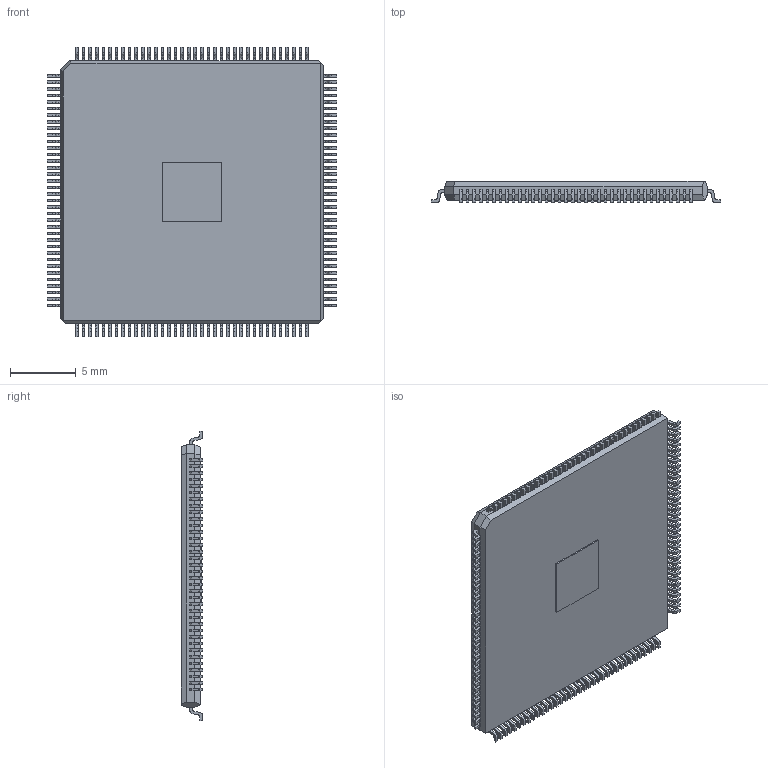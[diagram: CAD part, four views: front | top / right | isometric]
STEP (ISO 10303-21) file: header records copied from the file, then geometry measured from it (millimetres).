
FILE_DESCRIPTION (( 'STEP AP214' ), '1' );
FILE_NAME ('EP4CE6E22C8.STEP', '2019-02-21T10:12:36', ( '' ), ( '' ), 'SwSTEP 2.0', 'SolidWorks 2016', '' );
FILE_SCHEMA (( 'AUTOMOTIVE_DESIGN' ));
Length unit declared in the file: millimetre
Products named in the file (1): EP4CE6E22C8
Bounding box: 22 x 1.6 x 22 mm (x, y, z)
Volume: 584.5 mm3; surface area: 1078.1 mm2
Topology: 2 solids, 2 shells, 2745 faces, 7505 edges, 5001 vertices
Faces by surface type: plane 1890, cylinder 584, bspline 271
Entity records: 129785 total; most frequent: CARTESIAN_POINT 30545, ORIENTED_EDGE 15010, DIRECTION 13081, EDGE_CURVE 7505, LINE 5795, VECTOR 5795, VERTEX_POINT 5001, AXIS2_PLACEMENT_3D 3643
